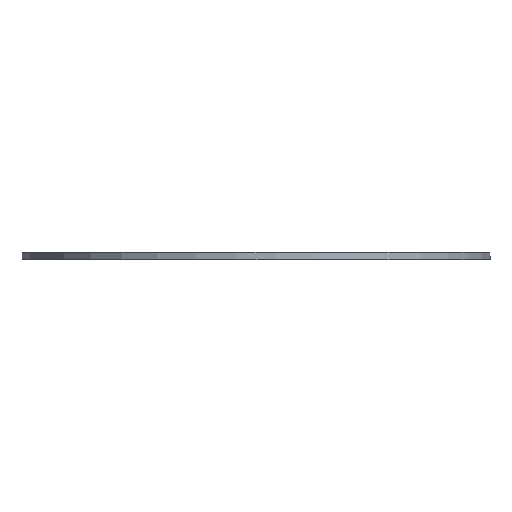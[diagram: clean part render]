
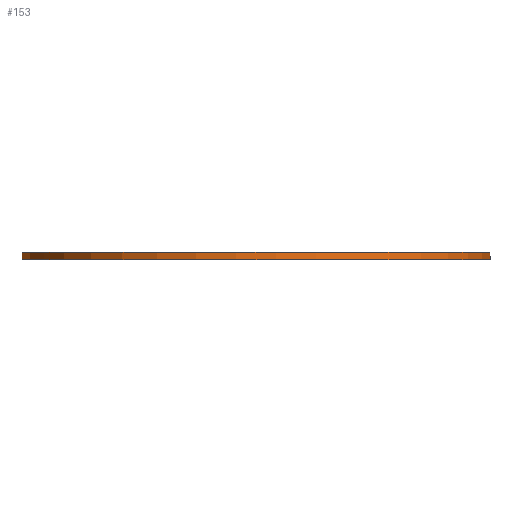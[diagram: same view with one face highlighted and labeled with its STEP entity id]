
A CAD part, left-side view. The second image highlights one B-rep face of the part: STEP entity #153.
In plain terms, the highlighted cylindrical face has radius 63.895 mm (diameter 127.79 mm), a partial arc.
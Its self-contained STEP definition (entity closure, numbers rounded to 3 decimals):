
#5 = CYLINDRICAL_SURFACE ( 'NONE', #1406, 63.895 ) ;
#81 = VERTEX_POINT ( 'NONE', #1253 ) ;
#153 = ADVANCED_FACE ( 'NONE', ( #496 ), #5, .T. ) ;
#199 = CARTESIAN_POINT ( 'NONE',  ( 0., 0., 2. ) ) ;
#247 = LINE ( 'NONE', #1520, #1421 ) ;
#269 = EDGE_LOOP ( 'NONE', ( #566, #1519, #1515, #348 ) ) ;
#328 = VERTEX_POINT ( 'NONE', #725 ) ;
#348 = ORIENTED_EDGE ( 'NONE', *, *, #1340, .F. ) ;
#356 = LINE ( 'NONE', #1643, #1177 ) ;
#389 = DIRECTION ( 'NONE',  ( 0., 0., 1. ) ) ;
#485 = VERTEX_POINT ( 'NONE', #776 ) ;
#496 = FACE_OUTER_BOUND ( 'NONE', #269, .T. ) ;
#566 = ORIENTED_EDGE ( 'NONE', *, *, #1378, .T. ) ;
#605 = DIRECTION ( 'NONE',  ( -1., 0., 0. ) ) ;
#647 = CARTESIAN_POINT ( 'NONE',  ( 0., 0., -0.001 ) ) ;
#664 = AXIS2_PLACEMENT_3D ( 'NONE', #199, #1365, #739 ) ;
#725 = CARTESIAN_POINT ( 'NONE',  ( 5.015, 63.698, 2. ) ) ;
#739 = DIRECTION ( 'NONE',  ( 1., 0., 0. ) ) ;
#776 = CARTESIAN_POINT ( 'NONE',  ( 5.015, -63.698, 0. ) ) ;
#820 = AXIS2_PLACEMENT_3D ( 'NONE', #1390, #1021, #605 ) ;
#875 = EDGE_CURVE ( 'NONE', #485, #1418, #247, .T. ) ;
#1021 = DIRECTION ( 'NONE',  ( 0., 0., 1. ) ) ;
#1148 = DIRECTION ( 'NONE',  ( 0., 0., 1. ) ) ;
#1169 = CARTESIAN_POINT ( 'NONE',  ( 5.015, -63.698, 2. ) ) ;
#1177 = VECTOR ( 'NONE', #389, 1000. ) ;
#1253 = CARTESIAN_POINT ( 'NONE',  ( 5.015, 63.698, 0. ) ) ;
#1278 = DIRECTION ( 'NONE',  ( 1., 0., 0. ) ) ;
#1340 = EDGE_CURVE ( 'NONE', #81, #328, #356, .T. ) ;
#1365 = DIRECTION ( 'NONE',  ( 0., 0., 1. ) ) ;
#1378 = EDGE_CURVE ( 'NONE', #81, #485, #1455, .T. ) ;
#1390 = CARTESIAN_POINT ( 'NONE',  ( 0., 0., 0. ) ) ;
#1406 = AXIS2_PLACEMENT_3D ( 'NONE', #647, #1531, #1278 ) ;
#1418 = VERTEX_POINT ( 'NONE', #1169 ) ;
#1421 = VECTOR ( 'NONE', #1148, 1000. ) ;
#1455 = CIRCLE ( 'NONE', #820, 63.895 ) ;
#1515 = ORIENTED_EDGE ( 'NONE', *, *, #1666, .F. ) ;
#1519 = ORIENTED_EDGE ( 'NONE', *, *, #875, .T. ) ;
#1520 = CARTESIAN_POINT ( 'NONE',  ( 5.015, -63.698, -0.001 ) ) ;
#1531 = DIRECTION ( 'NONE',  ( 0., 0., 1. ) ) ;
#1566 = CIRCLE ( 'NONE', #664, 63.895 ) ;
#1643 = CARTESIAN_POINT ( 'NONE',  ( 5.015, 63.698, -0.001 ) ) ;
#1666 = EDGE_CURVE ( 'NONE', #328, #1418, #1566, .T. ) ;
